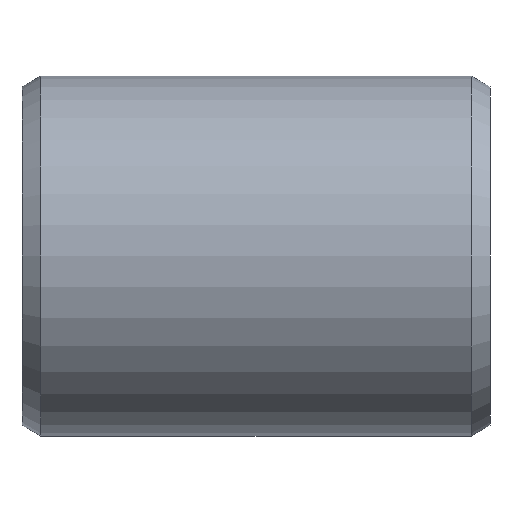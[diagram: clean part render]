
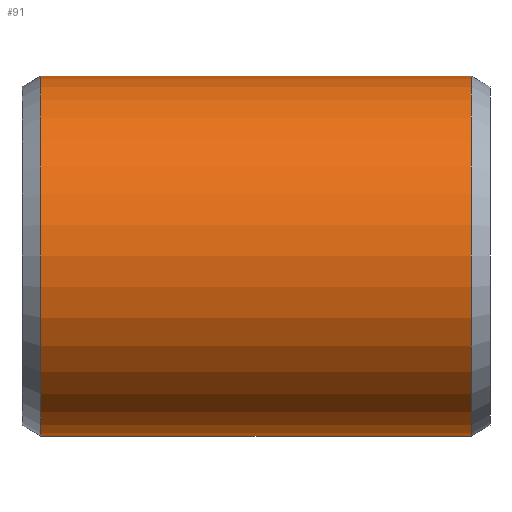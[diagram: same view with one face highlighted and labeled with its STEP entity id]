
A CAD part, front view. The second image highlights one B-rep face of the part: STEP entity #91.
In plain terms, the highlighted cylindrical face has radius 20 mm (diameter 40 mm), a full revolution.
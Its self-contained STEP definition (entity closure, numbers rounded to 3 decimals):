
#19=LINE('',#175,#23);
#23=VECTOR('',#151,20.);
#26=CYLINDRICAL_SURFACE('',#122,20.);
#33=FACE_OUTER_BOUND('',#41,.T.);
#41=EDGE_LOOP('',(#77,#78,#79,#80));
#47=CIRCLE('',#121,20.);
#48=CIRCLE('',#123,20.);
#53=VERTEX_POINT('',#169);
#54=VERTEX_POINT('',#173);
#60=EDGE_CURVE('',#53,#53,#47,.T.);
#62=EDGE_CURVE('',#54,#54,#48,.T.);
#63=EDGE_CURVE('',#54,#53,#19,.T.);
#77=ORIENTED_EDGE('',*,*,#62,.F.);
#78=ORIENTED_EDGE('',*,*,#63,.T.);
#79=ORIENTED_EDGE('',*,*,#60,.T.);
#80=ORIENTED_EDGE('',*,*,#63,.F.);
#91=ADVANCED_FACE('',(#33),#26,.T.);
#121=AXIS2_PLACEMENT_3D('',#170,#144,#145);
#122=AXIS2_PLACEMENT_3D('',#172,#147,#148);
#123=AXIS2_PLACEMENT_3D('',#174,#149,#150);
#144=DIRECTION('center_axis',(1.,0.,0.));
#145=DIRECTION('ref_axis',(0.,0.,-1.));
#147=DIRECTION('center_axis',(1.,0.,0.));
#148=DIRECTION('ref_axis',(0.,1.,0.));
#149=DIRECTION('center_axis',(1.,0.,0.));
#150=DIRECTION('ref_axis',(0.,0.,-1.));
#151=DIRECTION('',(-1.,0.,0.));
#169=CARTESIAN_POINT('',(-23.922,-20.,0.));
#170=CARTESIAN_POINT('Origin',(-23.922,0.,0.));
#172=CARTESIAN_POINT('Origin',(0.,0.,0.));
#173=CARTESIAN_POINT('',(23.922,-20.,0.));
#174=CARTESIAN_POINT('Origin',(23.922,0.,0.));
#175=CARTESIAN_POINT('',(0.,-20.,0.));
